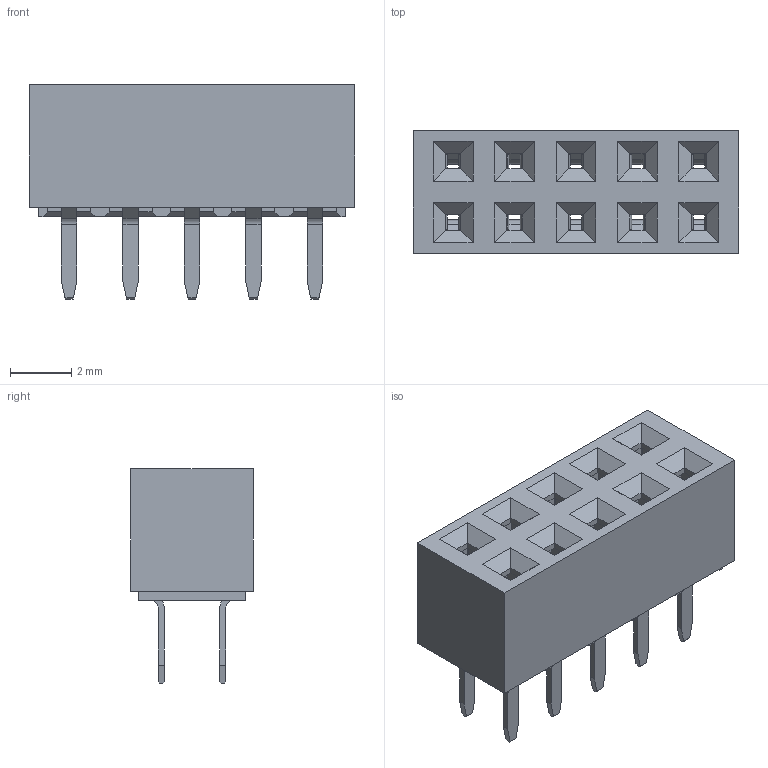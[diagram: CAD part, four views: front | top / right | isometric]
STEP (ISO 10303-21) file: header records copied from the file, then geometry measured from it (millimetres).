
FILE_DESCRIPTION(/* description */ ('Unknown'),/* implementation_level */ '2;1');
FILE_NAME(/* name */ '62001021821',/* time_stamp */ '2017-10-26T15:05:03+02:00',/* author */ ('Unknown'),/* organization */ ('Unknown'),/* preprocessor_version */ 'ST-DEVELOPER v16.7',/* originating_system */ 'DEX',/* authorisation */ $);
FILE_SCHEMA (('AUTOMOTIVE_DESIGN {1 0 10303 214 3 1 1}'));
Length unit declared in the file: millimetre
Products named in the file (3): 6200xx21821; 62001021821
Assembly tree (11 placements, depth 2):
  6200xx21821
    62001021821
    6200xx21821  x10
Bounding box: 10.6 x 4 x 7 mm (x, y, z)
Volume: 127.5 mm3; surface area: 678.5 mm2
Topology: 11 solids, 11 shells, 1221 faces, 3234 edges, 2036 vertices
Faces by surface type: plane 801, cylinder 380, bspline 40
Entity records: 8796 total; most frequent: CARTESIAN_POINT 1601, ORIENTED_EDGE 1500, DIRECTION 1396, EDGE_CURVE 750, LINE 674, VECTOR 674, VERTEX_POINT 470, AXIS2_PLACEMENT_3D 361
